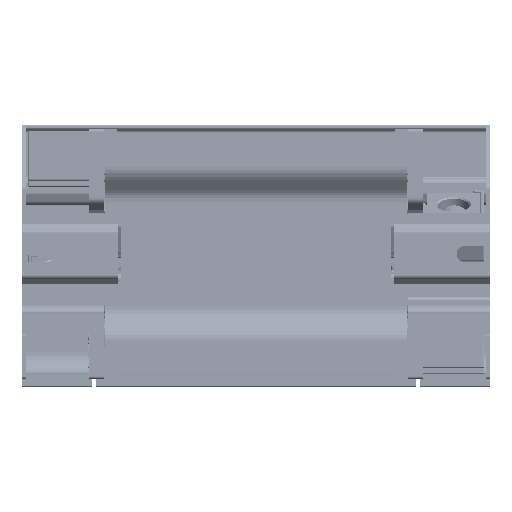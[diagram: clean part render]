
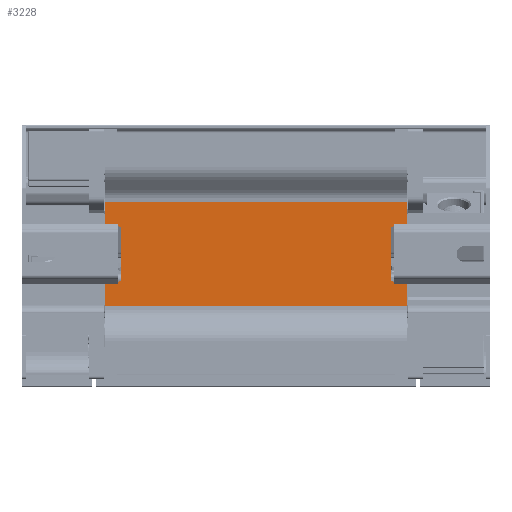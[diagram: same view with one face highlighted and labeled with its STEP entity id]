
A CAD part, front view. The second image highlights one B-rep face of the part: STEP entity #3228.
In plain terms, the highlighted face is planar.
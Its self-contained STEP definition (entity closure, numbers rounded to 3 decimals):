
#968 = CARTESIAN_POINT ( 'NONE',  ( 51.5, 9.35, 0. ) ) ;
#1204 = AXIS2_PLACEMENT_3D ( 'NONE', #22874, #52159, #35395 ) ;
#1526 = VERTEX_POINT ( 'NONE', #12535 ) ;
#1675 = ORIENTED_EDGE ( 'NONE', *, *, #4779, .F. ) ;
#1714 = DIRECTION ( 'NONE',  ( -1., 0., 0. ) ) ;
#2525 = CARTESIAN_POINT ( 'NONE',  ( 56.5, -19.68, 0. ) ) ;
#3186 = VECTOR ( 'NONE', #21586, 1000. ) ;
#3191 = ORIENTED_EDGE ( 'NONE', *, *, #25579, .F. ) ;
#3228 = ADVANCED_FACE ( 'NONE', ( #54441 ), #10948, .F. ) ;
#3410 = CARTESIAN_POINT ( 'NONE',  ( 50.5, 9.35, 0. ) ) ;
#3534 = CARTESIAN_POINT ( 'NONE',  ( -50.5, 9.35, 0. ) ) ;
#3824 = VERTEX_POINT ( 'NONE', #40883 ) ;
#4159 = EDGE_LOOP ( 'NONE', ( #1675, #49964, #10954, #36582, #51131, #51322, #3191, #55703, #36570, #27285, #34573, #48515, #24397, #34948, #44276, #33304 ) ) ;
#4258 = CARTESIAN_POINT ( 'NONE',  ( 56.5, -19.68, 0. ) ) ;
#4640 = VERTEX_POINT ( 'NONE', #43894 ) ;
#4779 = EDGE_CURVE ( 'NONE', #6643, #11093, #23122, .T. ) ;
#5048 = VECTOR ( 'NONE', #8376, 1000. ) ;
#5123 = CARTESIAN_POINT ( 'NONE',  ( 51.5, -10.35, 0. ) ) ;
#5942 = VECTOR ( 'NONE', #37131, 1000. ) ;
#6540 = EDGE_CURVE ( 'NONE', #15041, #55629, #54925, .T. ) ;
#6643 = VERTEX_POINT ( 'NONE', #51508 ) ;
#6709 = CARTESIAN_POINT ( 'NONE',  ( -56.5, -10.35, 0. ) ) ;
#7416 = CARTESIAN_POINT ( 'NONE',  ( -51.5, -9.35, 0. ) ) ;
#8376 = DIRECTION ( 'NONE',  ( 0., 1., 0. ) ) ;
#8572 = DIRECTION ( 'NONE',  ( -1., 0., 0. ) ) ;
#8697 = CARTESIAN_POINT ( 'NONE',  ( -56.5, 10.35, 0. ) ) ;
#9732 = LINE ( 'NONE', #10830, #41709 ) ;
#10638 = DIRECTION ( 'NONE',  ( 1., 0., 0. ) ) ;
#10830 = CARTESIAN_POINT ( 'NONE',  ( 50.5, 9.35, 0. ) ) ;
#10948 = PLANE ( 'NONE',  #43804 ) ;
#10954 = ORIENTED_EDGE ( 'NONE', *, *, #11963, .F. ) ;
#11093 = VERTEX_POINT ( 'NONE', #55769 ) ;
#11307 = CIRCLE ( 'NONE', #18563, 1. ) ;
#11809 = EDGE_CURVE ( 'NONE', #25530, #46762, #45663, .T. ) ;
#11875 = EDGE_CURVE ( 'NONE', #4640, #1526, #30248, .T. ) ;
#11963 = EDGE_CURVE ( 'NONE', #40609, #54482, #13216, .T. ) ;
#12535 = CARTESIAN_POINT ( 'NONE',  ( -50.5, 9.35, 0. ) ) ;
#12771 = CARTESIAN_POINT ( 'NONE',  ( 56.5, -19.68, 0. ) ) ;
#12790 = DIRECTION ( 'NONE',  ( 0., 0., 1. ) ) ;
#13216 = CIRCLE ( 'NONE', #50462, 1. ) ;
#13932 = CARTESIAN_POINT ( 'NONE',  ( -51.5, 9.35, 0. ) ) ;
#15041 = VERTEX_POINT ( 'NONE', #28122 ) ;
#15504 = CARTESIAN_POINT ( 'NONE',  ( 56.5, -19.68, 0. ) ) ;
#18563 = AXIS2_PLACEMENT_3D ( 'NONE', #13932, #12790, #56278 ) ;
#18578 = EDGE_CURVE ( 'NONE', #46762, #4640, #46781, .T. ) ;
#20276 = CIRCLE ( 'NONE', #1204, 1. ) ;
#21586 = DIRECTION ( 'NONE',  ( 0., 1., 0. ) ) ;
#22765 = DIRECTION ( 'NONE',  ( 0., 1., 0. ) ) ;
#22788 = CARTESIAN_POINT ( 'NONE',  ( -56.5, 10.35, 0. ) ) ;
#22874 = CARTESIAN_POINT ( 'NONE',  ( 51.5, -9.35, 0. ) ) ;
#22961 = EDGE_CURVE ( 'NONE', #11093, #25127, #48166, .T. ) ;
#23048 = LINE ( 'NONE', #31015, #54570 ) ;
#23122 = LINE ( 'NONE', #40467, #33043 ) ;
#23661 = VECTOR ( 'NONE', #54771, 1000. ) ;
#23706 = DIRECTION ( 'NONE',  ( 0., 0., 1. ) ) ;
#24021 = VECTOR ( 'NONE', #8572, 1000. ) ;
#24397 = ORIENTED_EDGE ( 'NONE', *, *, #48775, .T. ) ;
#24634 = LINE ( 'NONE', #33720, #23661 ) ;
#24727 = DIRECTION ( 'NONE',  ( -1., 0., 0. ) ) ;
#25127 = VERTEX_POINT ( 'NONE', #31716 ) ;
#25530 = VERTEX_POINT ( 'NONE', #54567 ) ;
#25575 = LINE ( 'NONE', #46918, #3186 ) ;
#25579 = EDGE_CURVE ( 'NONE', #30487, #15041, #28134, .T. ) ;
#27204 = EDGE_CURVE ( 'NONE', #50878, #25127, #23048, .T. ) ;
#27285 = ORIENTED_EDGE ( 'NONE', *, *, #11809, .T. ) ;
#28122 = CARTESIAN_POINT ( 'NONE',  ( 56.5, -10.35, 0. ) ) ;
#28134 = LINE ( 'NONE', #2525, #51729 ) ;
#29116 = EDGE_CURVE ( 'NONE', #53853, #25530, #25575, .T. ) ;
#29270 = VERTEX_POINT ( 'NONE', #35528 ) ;
#30248 = LINE ( 'NONE', #3534, #5048 ) ;
#30487 = VERTEX_POINT ( 'NONE', #4258 ) ;
#31015 = CARTESIAN_POINT ( 'NONE',  ( -56.5, -19.68, 0. ) ) ;
#31716 = CARTESIAN_POINT ( 'NONE',  ( -56.5, 19.68, 0. ) ) ;
#32686 = DIRECTION ( 'NONE',  ( 0., 1., 0. ) ) ;
#33043 = VECTOR ( 'NONE', #48431, 1000. ) ;
#33117 = DIRECTION ( 'NONE',  ( 0., 0., 1. ) ) ;
#33304 = ORIENTED_EDGE ( 'NONE', *, *, #22961, .F. ) ;
#33313 = VECTOR ( 'NONE', #24727, 1000. ) ;
#33720 = CARTESIAN_POINT ( 'NONE',  ( 56.5, 10.35, 0. ) ) ;
#34573 = ORIENTED_EDGE ( 'NONE', *, *, #18578, .T. ) ;
#34948 = ORIENTED_EDGE ( 'NONE', *, *, #39190, .T. ) ;
#35100 = DIRECTION ( 'NONE',  ( -1., 0., 0. ) ) ;
#35395 = DIRECTION ( 'NONE',  ( -1., 0., 0. ) ) ;
#35528 = CARTESIAN_POINT ( 'NONE',  ( 50.5, -9.35, 0. ) ) ;
#36257 = EDGE_CURVE ( 'NONE', #30487, #53853, #46619, .T. ) ;
#36570 = ORIENTED_EDGE ( 'NONE', *, *, #29116, .T. ) ;
#36582 = ORIENTED_EDGE ( 'NONE', *, *, #39174, .F. ) ;
#37131 = DIRECTION ( 'NONE',  ( 1., 0., 0. ) ) ;
#38424 = CARTESIAN_POINT ( 'NONE',  ( 56.5, -10.35, 0. ) ) ;
#39174 = EDGE_CURVE ( 'NONE', #29270, #40609, #9732, .T. ) ;
#39190 = EDGE_CURVE ( 'NONE', #3824, #50878, #53493, .T. ) ;
#40467 = CARTESIAN_POINT ( 'NONE',  ( 56.5, -19.68, 0. ) ) ;
#40609 = VERTEX_POINT ( 'NONE', #3410 ) ;
#40883 = CARTESIAN_POINT ( 'NONE',  ( -51.5, 10.35, 0. ) ) ;
#41689 = VECTOR ( 'NONE', #35100, 1000. ) ;
#41709 = VECTOR ( 'NONE', #49786, 1000. ) ;
#43629 = DIRECTION ( 'NONE',  ( 0., 0., -1. ) ) ;
#43804 = AXIS2_PLACEMENT_3D ( 'NONE', #15504, #33117, #46471 ) ;
#43894 = CARTESIAN_POINT ( 'NONE',  ( -50.5, -9.35, 0. ) ) ;
#44276 = ORIENTED_EDGE ( 'NONE', *, *, #27204, .T. ) ;
#44475 = CARTESIAN_POINT ( 'NONE',  ( 56.5, 19.68, 0. ) ) ;
#44480 = DIRECTION ( 'NONE',  ( -1., 0., 0. ) ) ;
#44484 = CARTESIAN_POINT ( 'NONE',  ( -56.5, -19.68, 0. ) ) ;
#44832 = CARTESIAN_POINT ( 'NONE',  ( 51.5, 10.35, 0. ) ) ;
#45663 = LINE ( 'NONE', #6709, #5942 ) ;
#46216 = VECTOR ( 'NONE', #1714, 1000. ) ;
#46471 = DIRECTION ( 'NONE',  ( 1., 0., 0. ) ) ;
#46619 = LINE ( 'NONE', #12771, #33313 ) ;
#46762 = VERTEX_POINT ( 'NONE', #52141 ) ;
#46781 = CIRCLE ( 'NONE', #54048, 1. ) ;
#46918 = CARTESIAN_POINT ( 'NONE',  ( -56.5, -19.68, 0. ) ) ;
#48166 = LINE ( 'NONE', #44475, #41689 ) ;
#48431 = DIRECTION ( 'NONE',  ( 0., 1., 0. ) ) ;
#48515 = ORIENTED_EDGE ( 'NONE', *, *, #11875, .T. ) ;
#48775 = EDGE_CURVE ( 'NONE', #1526, #3824, #11307, .T. ) ;
#49786 = DIRECTION ( 'NONE',  ( 0., 1., 0. ) ) ;
#49964 = ORIENTED_EDGE ( 'NONE', *, *, #50748, .F. ) ;
#50462 = AXIS2_PLACEMENT_3D ( 'NONE', #968, #43629, #44480 ) ;
#50748 = EDGE_CURVE ( 'NONE', #54482, #6643, #24634, .T. ) ;
#50878 = VERTEX_POINT ( 'NONE', #8697 ) ;
#51131 = ORIENTED_EDGE ( 'NONE', *, *, #53861, .F. ) ;
#51322 = ORIENTED_EDGE ( 'NONE', *, *, #6540, .F. ) ;
#51508 = CARTESIAN_POINT ( 'NONE',  ( 56.5, 10.35, 0. ) ) ;
#51729 = VECTOR ( 'NONE', #32686, 1000. ) ;
#52141 = CARTESIAN_POINT ( 'NONE',  ( -51.5, -10.35, 0. ) ) ;
#52159 = DIRECTION ( 'NONE',  ( 0., 0., -1. ) ) ;
#53493 = LINE ( 'NONE', #22788, #46216 ) ;
#53853 = VERTEX_POINT ( 'NONE', #44484 ) ;
#53861 = EDGE_CURVE ( 'NONE', #55629, #29270, #20276, .T. ) ;
#54048 = AXIS2_PLACEMENT_3D ( 'NONE', #7416, #23706, #10638 ) ;
#54441 = FACE_OUTER_BOUND ( 'NONE', #4159, .T. ) ;
#54482 = VERTEX_POINT ( 'NONE', #44832 ) ;
#54567 = CARTESIAN_POINT ( 'NONE',  ( -56.5, -10.35, 0. ) ) ;
#54570 = VECTOR ( 'NONE', #22765, 1000. ) ;
#54771 = DIRECTION ( 'NONE',  ( 1., 0., 0. ) ) ;
#54925 = LINE ( 'NONE', #38424, #24021 ) ;
#55629 = VERTEX_POINT ( 'NONE', #5123 ) ;
#55703 = ORIENTED_EDGE ( 'NONE', *, *, #36257, .T. ) ;
#55769 = CARTESIAN_POINT ( 'NONE',  ( 56.5, 19.68, 0. ) ) ;
#56278 = DIRECTION ( 'NONE',  ( 1., 0., 0. ) ) ;
